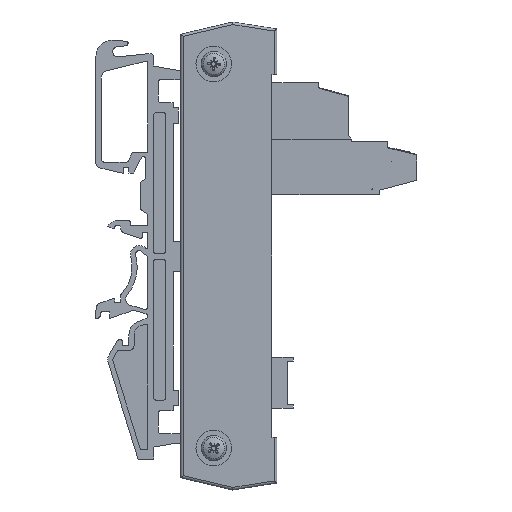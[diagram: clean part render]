
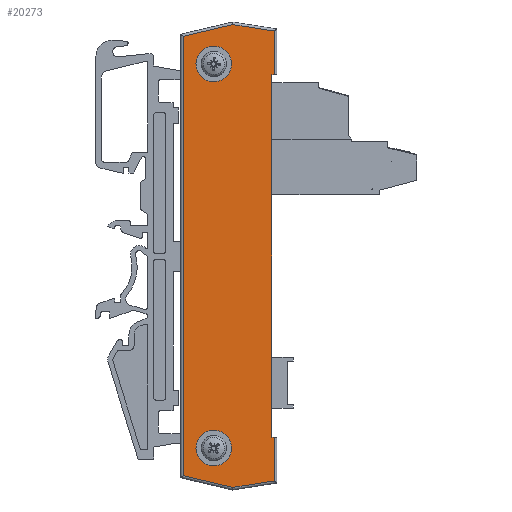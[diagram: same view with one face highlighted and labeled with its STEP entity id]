
A CAD part, left-side view. The second image highlights one B-rep face of the part: STEP entity #20273.
In plain terms, the highlighted face is planar.
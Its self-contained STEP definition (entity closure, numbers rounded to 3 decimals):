
#19812=CARTESIAN_POINT('',(-16.628,6.238,5.0));
#19813=VERTEX_POINT('',#19812);
#19820=CARTESIAN_POINT('',(54.672,6.238,5.0));
#19821=VERTEX_POINT('',#19820);
#19822=CARTESIAN_POINT('',(54.672,6.238,5.0));
#19823=DIRECTION('',(-1.0,0.0,0.0));
#19824=VECTOR('',#19823,71.3);
#19825=LINE('',#19822,#19824);
#19826=EDGE_CURVE('',#19821,#19813,#19825,.T.);
#20069=CARTESIAN_POINT('',(60.272,-5.162,5.0));
#20070=VERTEX_POINT('',#20069);
#20071=CARTESIAN_POINT('',(56.772,-5.162,5.0));
#20072=DIRECTION('',(0.0,0.0,-1.0));
#20073=DIRECTION('',(-1.0,0.0,0.0));
#20074=AXIS2_PLACEMENT_3D('',#20071,#20072,#20073);
#20075=CIRCLE('',#20074,3.5);
#20076=EDGE_CURVE('',#20070,#20070,#20075,.T.);
#20109=CARTESIAN_POINT('',(-15.228,-5.162,5.0));
#20110=VERTEX_POINT('',#20109);
#20111=CARTESIAN_POINT('',(-18.728,-5.162,5.0));
#20112=DIRECTION('',(0.0,0.0,-1.0));
#20113=DIRECTION('',(-1.0,0.0,0.0));
#20114=AXIS2_PLACEMENT_3D('',#20111,#20112,#20113);
#20115=CIRCLE('',#20114,3.5);
#20116=EDGE_CURVE('',#20110,#20110,#20115,.T.);
#20150=CARTESIAN_POINT('',(54.672,6.738,5.0));
#20151=VERTEX_POINT('',#20150);
#20152=CARTESIAN_POINT('',(54.672,6.738,5.0));
#20153=DIRECTION('',(0.0,-1.0,0.0));
#20154=VECTOR('',#20153,0.5);
#20155=LINE('',#20152,#20154);
#20156=EDGE_CURVE('',#20151,#19821,#20155,.T.);
#20181=CARTESIAN_POINT('',(-16.628,6.738,5.0));
#20182=VERTEX_POINT('',#20181);
#20190=CARTESIAN_POINT('',(-16.628,6.238,5.0));
#20191=DIRECTION('',(0.0,1.0,0.0));
#20192=VECTOR('',#20191,0.5);
#20193=LINE('',#20190,#20192);
#20194=EDGE_CURVE('',#19813,#20182,#20193,.T.);
#20203=CARTESIAN_POINT('',(19.022,-2.126,5.0));
#20204=DIRECTION('',(0.0,0.0,1.0));
#20205=DIRECTION('',(1.0,0.0,0.0));
#20206=AXIS2_PLACEMENT_3D('',#20203,#20204,#20205);
#20207=PLANE('',#20206);
#20208=ORIENTED_EDGE('',*,*,#20156,.T.);
#20209=ORIENTED_EDGE('',*,*,#19826,.T.);
#20210=ORIENTED_EDGE('',*,*,#20194,.T.);
#20211=CARTESIAN_POINT('',(-25.176,6.738,5.0));
#20212=VERTEX_POINT('',#20211);
#20213=CARTESIAN_POINT('',(-25.176,6.738,5.0));
#20214=DIRECTION('',(1.0,0.0,0.0));
#20215=VECTOR('',#20214,8.548);
#20216=LINE('',#20213,#20215);
#20217=EDGE_CURVE('',#20212,#20182,#20216,.T.);
#20218=ORIENTED_EDGE('',*,*,#20217,.F.);
#20219=CARTESIAN_POINT('',(-26.459,-1.405,5.0));
#20220=VERTEX_POINT('',#20219);
#20221=CARTESIAN_POINT('',(-26.459,-1.405,5.0));
#20222=DIRECTION('',(0.156,0.988,0.0));
#20223=VECTOR('',#20222,8.244);
#20224=LINE('',#20221,#20223);
#20225=EDGE_CURVE('',#20220,#20212,#20224,.T.);
#20226=ORIENTED_EDGE('',*,*,#20225,.F.);
#20227=CARTESIAN_POINT('',(-24.157,-11.162,5.0));
#20228=VERTEX_POINT('',#20227);
#20229=CARTESIAN_POINT('',(-24.157,-11.162,5.0));
#20230=DIRECTION('',(-0.23,0.973,0.0));
#20231=VECTOR('',#20230,10.024);
#20232=LINE('',#20229,#20231);
#20233=EDGE_CURVE('',#20228,#20220,#20232,.T.);
#20234=ORIENTED_EDGE('',*,*,#20233,.F.);
#20235=CARTESIAN_POINT('',(62.201,-11.162,5.0));
#20236=VERTEX_POINT('',#20235);
#20237=CARTESIAN_POINT('',(62.201,-11.162,5.0));
#20238=DIRECTION('',(-1.0,0.0,0.0));
#20239=VECTOR('',#20238,86.358);
#20240=LINE('',#20237,#20239);
#20241=EDGE_CURVE('',#20236,#20228,#20240,.T.);
#20242=ORIENTED_EDGE('',*,*,#20241,.F.);
#20243=CARTESIAN_POINT('',(64.503,-1.405,5.0));
#20244=VERTEX_POINT('',#20243);
#20245=CARTESIAN_POINT('',(64.503,-1.405,5.0));
#20246=DIRECTION('',(-0.23,-0.973,0.0));
#20247=VECTOR('',#20246,10.024);
#20248=LINE('',#20245,#20247);
#20249=EDGE_CURVE('',#20244,#20236,#20248,.T.);
#20250=ORIENTED_EDGE('',*,*,#20249,.F.);
#20251=CARTESIAN_POINT('',(63.22,6.738,5.0));
#20252=VERTEX_POINT('',#20251);
#20253=CARTESIAN_POINT('',(63.22,6.738,5.0));
#20254=DIRECTION('',(0.156,-0.988,0.0));
#20255=VECTOR('',#20254,8.244);
#20256=LINE('',#20253,#20255);
#20257=EDGE_CURVE('',#20252,#20244,#20256,.T.);
#20258=ORIENTED_EDGE('',*,*,#20257,.F.);
#20259=CARTESIAN_POINT('',(54.672,6.738,5.0));
#20260=DIRECTION('',(1.0,0.0,0.0));
#20261=VECTOR('',#20260,8.548);
#20262=LINE('',#20259,#20261);
#20263=EDGE_CURVE('',#20151,#20252,#20262,.T.);
#20264=ORIENTED_EDGE('',*,*,#20263,.F.);
#20265=EDGE_LOOP('',(#20208,#20209,#20210,#20218,#20226,#20234,#20242,#20250,#20258,#20264));
#20266=FACE_OUTER_BOUND('',#20265,.T.);
#20267=ORIENTED_EDGE('',*,*,#20076,.T.);
#20268=EDGE_LOOP('',(#20267));
#20269=FACE_BOUND('',#20268,.T.);
#20270=ORIENTED_EDGE('',*,*,#20116,.T.);
#20271=EDGE_LOOP('',(#20270));
#20272=FACE_BOUND('',#20271,.T.);
#20273=ADVANCED_FACE('',(#20266,#20269,#20272),#20207,.T.);
